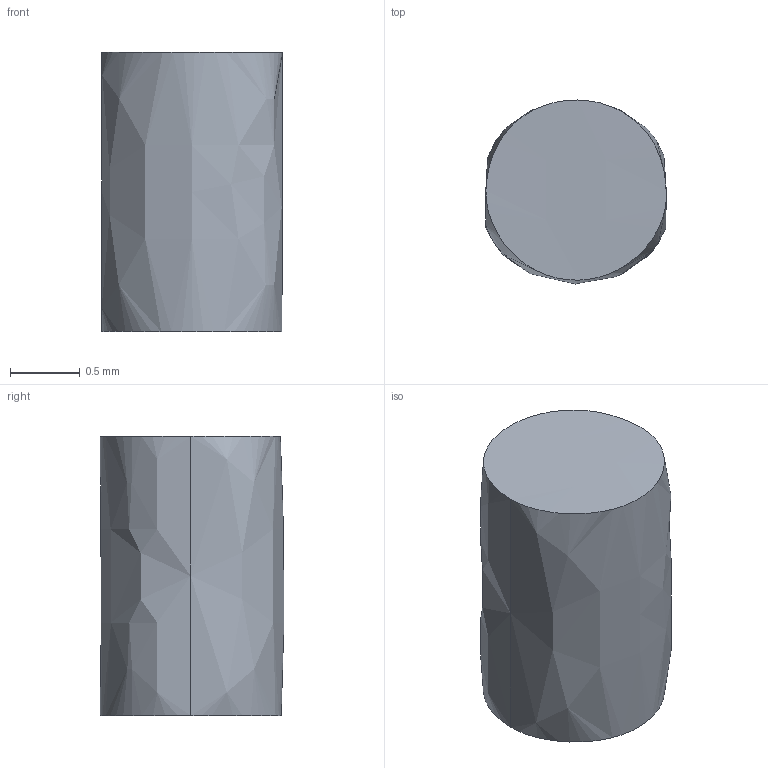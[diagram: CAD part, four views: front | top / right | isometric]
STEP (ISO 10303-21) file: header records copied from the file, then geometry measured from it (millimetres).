
FILE_DESCRIPTION(('Open CASCADE Model'),'2;1');
FILE_NAME('Open CASCADE Shape Model','2024-12-03T06:30:15',('Author'),( 'Open CASCADE'),'Open CASCADE STEP processor 7.5','Open CASCADE 7.5' ,'Unknown');
FILE_SCHEMA(('CONFIG_CONTROL_DESIGN'));
Length unit declared in the file: millimetre
Products named in the file (1): Open CASCADE STEP translator 7.5 6698
Bounding box: 1.29 x 1.32 x 2 mm (x, y, z)
Volume: 2.8 mm3; surface area: 11.1 mm2
Topology: 1 solids, 1 shells, 4 faces, 6 edges, 4 vertices
Faces by surface type: bspline 4
Entity records: 285 total; most frequent: CARTESIAN_POINT 152, B_SPLINE_CURVE_WITH_KNOTS 18, ORIENTED_EDGE 12, PCURVE 12, DEFINITIONAL_REPRESENTATION 12, EDGE_CURVE 6, SURFACE_CURVE 6, ADVANCED_FACE 4
